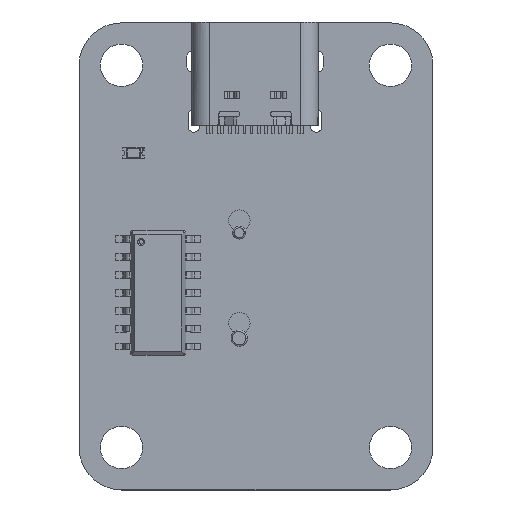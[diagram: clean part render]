
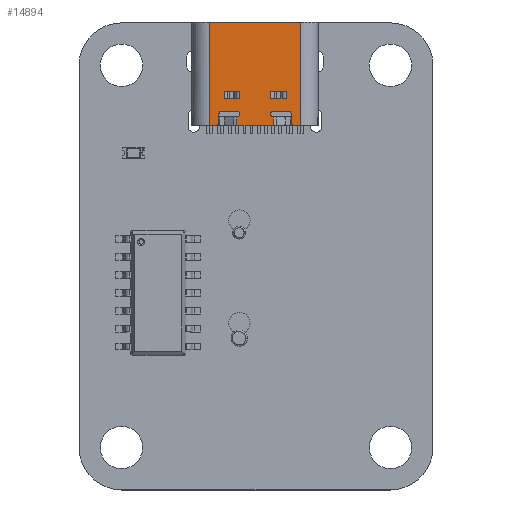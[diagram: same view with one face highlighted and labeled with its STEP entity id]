
A CAD part, top view. The second image highlights one B-rep face of the part: STEP entity #14894.
In plain terms, the highlighted face is planar.
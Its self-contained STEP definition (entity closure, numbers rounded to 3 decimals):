
#13350 = VERTEX_POINT('',#13351);
#13351 = CARTESIAN_POINT('',(2.196,3.31,-1.445));
#13360 = EDGE_CURVE('',#13350,#13361,#13363,.T.);
#13361 = VERTEX_POINT('',#13362);
#13362 = CARTESIAN_POINT('',(1.096,3.31,-1.445));
#13363 = LINE('',#13364,#13365);
#13364 = CARTESIAN_POINT('',(1.096,3.31,-1.446));
#13365 = VECTOR('',#13366,1.);
#13366 = DIRECTION('',(-1.,-0.,0.));
#13425 = EDGE_CURVE('',#13426,#13428,#13430,.T.);
#13426 = VERTEX_POINT('',#13427);
#13427 = CARTESIAN_POINT('',(1.096,3.31,-0.948));
#13428 = VERTEX_POINT('',#13429);
#13429 = CARTESIAN_POINT('',(2.196,3.31,-0.948));
#13430 = LINE('',#13431,#13432);
#13431 = CARTESIAN_POINT('',(1.096,3.31,-0.946));
#13432 = VECTOR('',#13433,1.);
#13433 = DIRECTION('',(1.,0.,0.));
#13504 = VERTEX_POINT('',#13505);
#13505 = CARTESIAN_POINT('',(2.754,3.31,-3.353));
#13511 = EDGE_CURVE('',#13504,#13512,#13514,.T.);
#13512 = VERTEX_POINT('',#13513);
#13513 = CARTESIAN_POINT('',(3.22,3.31,-3.353));
#13514 = LINE('',#13515,#13516);
#13515 = CARTESIAN_POINT('',(0.,3.31,-3.353));
#13516 = VECTOR('',#13517,1.);
#13517 = DIRECTION('',(1.,0.,0.));
#13658 = EDGE_CURVE('',#13659,#13661,#13663,.T.);
#13659 = VERTEX_POINT('',#13660);
#13660 = CARTESIAN_POINT('',(-1.283,3.31,-3.353));
#13661 = VERTEX_POINT('',#13662);
#13662 = CARTESIAN_POINT('',(1.283,3.31,-3.353));
#13663 = LINE('',#13664,#13665);
#13664 = CARTESIAN_POINT('',(0.,3.31,-3.353));
#13665 = VECTOR('',#13666,1.);
#13666 = DIRECTION('',(1.,0.,0.));
#13737 = VERTEX_POINT('',#13738);
#13738 = CARTESIAN_POINT('',(3.22,3.31,3.953));
#14894 = ADVANCED_FACE('',(#14895,#14911,#15043),#15077,.F.);
#14895 = FACE_BOUND('',#14896,.T.);
#14896 = EDGE_LOOP('',(#14897,#14898,#14904,#14905));
#14897 = ORIENTED_EDGE('',*,*,#13425,.F.);
#14898 = ORIENTED_EDGE('',*,*,#14899,.T.);
#14899 = EDGE_CURVE('',#13426,#13361,#14900,.T.);
#14900 = LINE('',#14901,#14902);
#14901 = CARTESIAN_POINT('',(1.096,3.31,-0.949));
#14902 = VECTOR('',#14903,1.);
#14903 = DIRECTION('',(-0.,-0.,-1.));
#14904 = ORIENTED_EDGE('',*,*,#13360,.F.);
#14905 = ORIENTED_EDGE('',*,*,#14906,.F.);
#14906 = EDGE_CURVE('',#13428,#13350,#14907,.T.);
#14907 = LINE('',#14908,#14909);
#14908 = CARTESIAN_POINT('',(2.196,3.31,-0.949));
#14909 = VECTOR('',#14910,1.);
#14910 = DIRECTION('',(-0.,-0.,-1.));
#14911 = FACE_BOUND('',#14912,.T.);
#14912 = EDGE_LOOP('',(#14913,#14914,#14923,#14931,#14940,#14948,#14957,
    #14963,#14964,#14972,#14981,#14989,#14998,#15006,#15015,#15023,
    #15031,#15037));
#14913 = ORIENTED_EDGE('',*,*,#13511,.F.);
#14914 = ORIENTED_EDGE('',*,*,#14915,.F.);
#14915 = EDGE_CURVE('',#14916,#13504,#14918,.T.);
#14916 = VERTEX_POINT('',#14917);
#14917 = CARTESIAN_POINT('',(2.554,3.31,-3.153));
#14918 = CIRCLE('',#14919,0.2);
#14919 = AXIS2_PLACEMENT_3D('',#14920,#14921,#14922);
#14920 = CARTESIAN_POINT('',(2.754,3.31,-3.153));
#14921 = DIRECTION('',(-0.,-1.,0.));
#14922 = DIRECTION('',(-0.,0.,-1.));
#14923 = ORIENTED_EDGE('',*,*,#14924,.F.);
#14924 = EDGE_CURVE('',#14925,#14916,#14927,.T.);
#14925 = VERTEX_POINT('',#14926);
#14926 = CARTESIAN_POINT('',(2.554,3.31,-2.553));
#14927 = LINE('',#14928,#14929);
#14928 = CARTESIAN_POINT('',(2.554,3.31,-2.553));
#14929 = VECTOR('',#14930,1.);
#14930 = DIRECTION('',(0.,0.,-1.));
#14931 = ORIENTED_EDGE('',*,*,#14932,.F.);
#14932 = EDGE_CURVE('',#14933,#14925,#14935,.T.);
#14933 = VERTEX_POINT('',#14934);
#14934 = CARTESIAN_POINT('',(2.354,3.31,-2.353));
#14935 = CIRCLE('',#14936,0.2);
#14936 = AXIS2_PLACEMENT_3D('',#14937,#14938,#14939);
#14937 = CARTESIAN_POINT('',(2.354,3.31,-2.553));
#14938 = DIRECTION('',(0.,1.,0.));
#14939 = DIRECTION('',(0.,-0.,1.));
#14940 = ORIENTED_EDGE('',*,*,#14941,.F.);
#14941 = EDGE_CURVE('',#14942,#14933,#14944,.T.);
#14942 = VERTEX_POINT('',#14943);
#14943 = CARTESIAN_POINT('',(1.283,3.31,-2.353));
#14944 = LINE('',#14945,#14946);
#14945 = CARTESIAN_POINT('',(1.283,3.31,-2.353));
#14946 = VECTOR('',#14947,1.);
#14947 = DIRECTION('',(1.,0.,0.));
#14948 = ORIENTED_EDGE('',*,*,#14949,.F.);
#14949 = EDGE_CURVE('',#14950,#14942,#14952,.T.);
#14950 = VERTEX_POINT('',#14951);
#14951 = CARTESIAN_POINT('',(1.283,3.31,-2.753));
#14952 = CIRCLE('',#14953,0.2);
#14953 = AXIS2_PLACEMENT_3D('',#14954,#14955,#14956);
#14954 = CARTESIAN_POINT('',(1.283,3.31,-2.553));
#14955 = DIRECTION('',(0.,1.,0.));
#14956 = DIRECTION('',(0.,-0.,1.));
#14957 = ORIENTED_EDGE('',*,*,#14958,.T.);
#14958 = EDGE_CURVE('',#14950,#13661,#14959,.T.);
#14959 = LINE('',#14960,#14961);
#14960 = CARTESIAN_POINT('',(1.283,3.31,-2.753));
#14961 = VECTOR('',#14962,1.);
#14962 = DIRECTION('',(0.,0.,-1.));
#14963 = ORIENTED_EDGE('',*,*,#13658,.F.);
#14964 = ORIENTED_EDGE('',*,*,#14965,.F.);
#14965 = EDGE_CURVE('',#14966,#13659,#14968,.T.);
#14966 = VERTEX_POINT('',#14967);
#14967 = CARTESIAN_POINT('',(-1.283,3.31,-2.753));
#14968 = LINE('',#14969,#14970);
#14969 = CARTESIAN_POINT('',(-1.283,3.31,-2.753));
#14970 = VECTOR('',#14971,1.);
#14971 = DIRECTION('',(0.,0.,-1.));
#14972 = ORIENTED_EDGE('',*,*,#14973,.T.);
#14973 = EDGE_CURVE('',#14966,#14974,#14976,.T.);
#14974 = VERTEX_POINT('',#14975);
#14975 = CARTESIAN_POINT('',(-1.283,3.31,-2.353));
#14976 = CIRCLE('',#14977,0.2);
#14977 = AXIS2_PLACEMENT_3D('',#14978,#14979,#14980);
#14978 = CARTESIAN_POINT('',(-1.283,3.31,-2.553));
#14979 = DIRECTION('',(0.,-1.,0.));
#14980 = DIRECTION('',(-0.,0.,1.));
#14981 = ORIENTED_EDGE('',*,*,#14982,.T.);
#14982 = EDGE_CURVE('',#14974,#14983,#14985,.T.);
#14983 = VERTEX_POINT('',#14984);
#14984 = CARTESIAN_POINT('',(-2.354,3.31,-2.353));
#14985 = LINE('',#14986,#14987);
#14986 = CARTESIAN_POINT('',(-1.283,3.31,-2.353));
#14987 = VECTOR('',#14988,1.);
#14988 = DIRECTION('',(-1.,0.,0.));
#14989 = ORIENTED_EDGE('',*,*,#14990,.T.);
#14990 = EDGE_CURVE('',#14983,#14991,#14993,.T.);
#14991 = VERTEX_POINT('',#14992);
#14992 = CARTESIAN_POINT('',(-2.554,3.31,-2.553));
#14993 = CIRCLE('',#14994,0.2);
#14994 = AXIS2_PLACEMENT_3D('',#14995,#14996,#14997);
#14995 = CARTESIAN_POINT('',(-2.354,3.31,-2.553));
#14996 = DIRECTION('',(0.,-1.,0.));
#14997 = DIRECTION('',(-0.,0.,1.));
#14998 = ORIENTED_EDGE('',*,*,#14999,.T.);
#14999 = EDGE_CURVE('',#14991,#15000,#15002,.T.);
#15000 = VERTEX_POINT('',#15001);
#15001 = CARTESIAN_POINT('',(-2.554,3.31,-3.153));
#15002 = LINE('',#15003,#15004);
#15003 = CARTESIAN_POINT('',(-2.554,3.31,-2.553));
#15004 = VECTOR('',#15005,1.);
#15005 = DIRECTION('',(0.,0.,-1.));
#15006 = ORIENTED_EDGE('',*,*,#15007,.T.);
#15007 = EDGE_CURVE('',#15000,#15008,#15010,.T.);
#15008 = VERTEX_POINT('',#15009);
#15009 = CARTESIAN_POINT('',(-2.754,3.31,-3.353));
#15010 = CIRCLE('',#15011,0.2);
#15011 = AXIS2_PLACEMENT_3D('',#15012,#15013,#15014);
#15012 = CARTESIAN_POINT('',(-2.754,3.31,-3.153));
#15013 = DIRECTION('',(0.,1.,0.));
#15014 = DIRECTION('',(0.,-0.,-1.));
#15015 = ORIENTED_EDGE('',*,*,#15016,.T.);
#15016 = EDGE_CURVE('',#15008,#15017,#15019,.T.);
#15017 = VERTEX_POINT('',#15018);
#15018 = CARTESIAN_POINT('',(-3.22,3.31,-3.353));
#15019 = LINE('',#15020,#15021);
#15020 = CARTESIAN_POINT('',(0.,3.31,-3.353));
#15021 = VECTOR('',#15022,1.);
#15022 = DIRECTION('',(-1.,0.,0.));
#15023 = ORIENTED_EDGE('',*,*,#15024,.T.);
#15024 = EDGE_CURVE('',#15017,#15025,#15027,.T.);
#15025 = VERTEX_POINT('',#15026);
#15026 = CARTESIAN_POINT('',(-3.22,3.31,3.953));
#15027 = LINE('',#15028,#15029);
#15028 = CARTESIAN_POINT('',(-3.22,3.31,-3.353));
#15029 = VECTOR('',#15030,1.);
#15030 = DIRECTION('',(0.,0.,1.));
#15031 = ORIENTED_EDGE('',*,*,#15032,.T.);
#15032 = EDGE_CURVE('',#15025,#13737,#15033,.T.);
#15033 = LINE('',#15034,#15035);
#15034 = CARTESIAN_POINT('',(0.,3.31,3.953));
#15035 = VECTOR('',#15036,1.);
#15036 = DIRECTION('',(1.,0.,0.));
#15037 = ORIENTED_EDGE('',*,*,#15038,.F.);
#15038 = EDGE_CURVE('',#13512,#13737,#15039,.T.);
#15039 = LINE('',#15040,#15041);
#15040 = CARTESIAN_POINT('',(3.22,3.31,-3.353));
#15041 = VECTOR('',#15042,1.);
#15042 = DIRECTION('',(0.,0.,1.));
#15043 = FACE_BOUND('',#15044,.T.);
#15044 = EDGE_LOOP('',(#15045,#15055,#15063,#15071));
#15045 = ORIENTED_EDGE('',*,*,#15046,.T.);
#15046 = EDGE_CURVE('',#15047,#15049,#15051,.T.);
#15047 = VERTEX_POINT('',#15048);
#15048 = CARTESIAN_POINT('',(-1.096,3.31,-0.948));
#15049 = VERTEX_POINT('',#15050);
#15050 = CARTESIAN_POINT('',(-2.196,3.31,-0.948));
#15051 = LINE('',#15052,#15053);
#15052 = CARTESIAN_POINT('',(-1.096,3.31,-0.946));
#15053 = VECTOR('',#15054,1.);
#15054 = DIRECTION('',(-1.,0.,0.));
#15055 = ORIENTED_EDGE('',*,*,#15056,.T.);
#15056 = EDGE_CURVE('',#15049,#15057,#15059,.T.);
#15057 = VERTEX_POINT('',#15058);
#15058 = CARTESIAN_POINT('',(-2.196,3.31,-1.445));
#15059 = LINE('',#15060,#15061);
#15060 = CARTESIAN_POINT('',(-2.196,3.31,-0.949));
#15061 = VECTOR('',#15062,1.);
#15062 = DIRECTION('',(0.,-0.,-1.));
#15063 = ORIENTED_EDGE('',*,*,#15064,.T.);
#15064 = EDGE_CURVE('',#15057,#15065,#15067,.T.);
#15065 = VERTEX_POINT('',#15066);
#15066 = CARTESIAN_POINT('',(-1.096,3.31,-1.445));
#15067 = LINE('',#15068,#15069);
#15068 = CARTESIAN_POINT('',(-1.096,3.31,-1.446));
#15069 = VECTOR('',#15070,1.);
#15070 = DIRECTION('',(1.,0.,0.));
#15071 = ORIENTED_EDGE('',*,*,#15072,.F.);
#15072 = EDGE_CURVE('',#15047,#15065,#15073,.T.);
#15073 = LINE('',#15074,#15075);
#15074 = CARTESIAN_POINT('',(-1.096,3.31,-0.949));
#15075 = VECTOR('',#15076,1.);
#15076 = DIRECTION('',(0.,-0.,-1.));
#15077 = PLANE('',#15078);
#15078 = AXIS2_PLACEMENT_3D('',#15079,#15080,#15081);
#15079 = CARTESIAN_POINT('',(0.,3.31,-3.353));
#15080 = DIRECTION('',(0.,-1.,0.));
#15081 = DIRECTION('',(1.,0.,0.));
